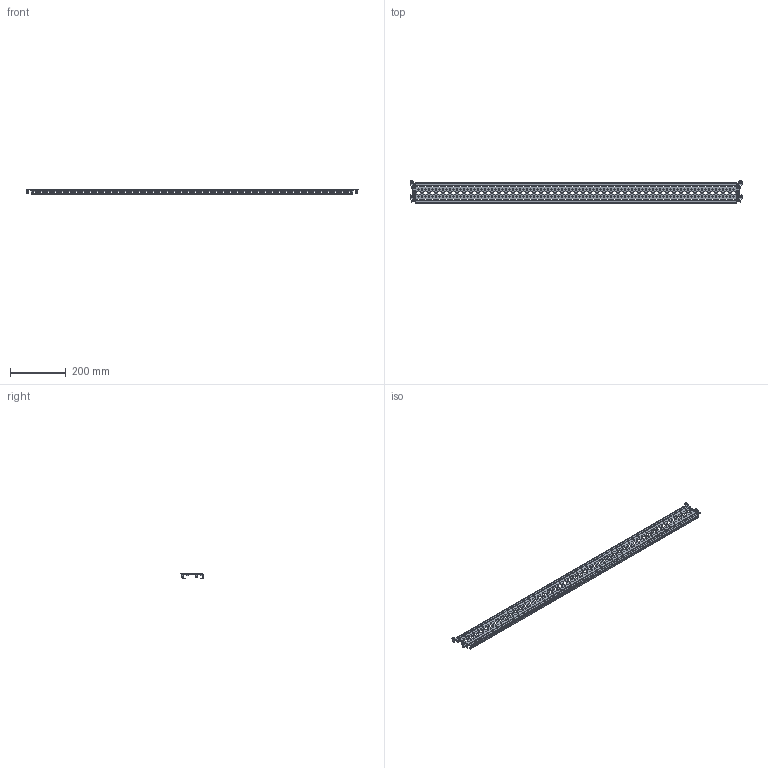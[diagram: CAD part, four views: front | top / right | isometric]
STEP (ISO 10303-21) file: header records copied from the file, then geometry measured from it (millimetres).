
FILE_DESCRIPTION (( 'STEP AP203' ), '1' );
FILE_NAME ('U0254120702 Ïëàíêà ìîíòàæíàÿ ÂÌ 17õ73 LC2_RS52 00.120 (000.801.076-05).STEP', '2022-04-20T06:08:25', ( '' ), ( '' ), 'SwSTEP 2.0', 'SolidWorks 2017', '' );
FILE_SCHEMA (( 'CONFIG_CONTROL_DESIGN' ));
Length unit declared in the file: millimetre
Products named in the file (3): Âèíò DIN 7500 M TORX_Œ5å16; 025-159 砑鳧罻 蟯_05 (00.120); U0254120702 Ïëàíêà ìîíòàæíàÿ ÂÌ 17õ73 LC2_RS52 00.120 (000.801.076-05)
Assembly tree (5 placements, depth 2):
  U0254120702 Ïëàíêà ìîíòàæíàÿ ÂÌ 17õ73 LC2_RS52 00.120 (000.801.076-05)
    025-159 砑鳧罻 蟯_05 (00.120)
    Âèíò DIN 7500 M TORX_Œ5å16  x4
Bounding box: 1186 x 80 x 18.9 mm (x, y, z)
Volume: 161484.6 mm3; surface area: 253804.3 mm2
Topology: 5 solids, 5 shells, 2094 faces, 6104 edges, 4024 vertices
Faces by surface type: plane 1062, cylinder 992, cone 24, torus 16
Entity records: 68458 total; most frequent: CARTESIAN_POINT 11543, ORIENTED_EDGE 11530, DIRECTION 11517, EDGE_CURVE 5765, LINE 3953, VECTOR 3953, VERTEX_POINT 3808, AXIS2_PLACEMENT_3D 3782
